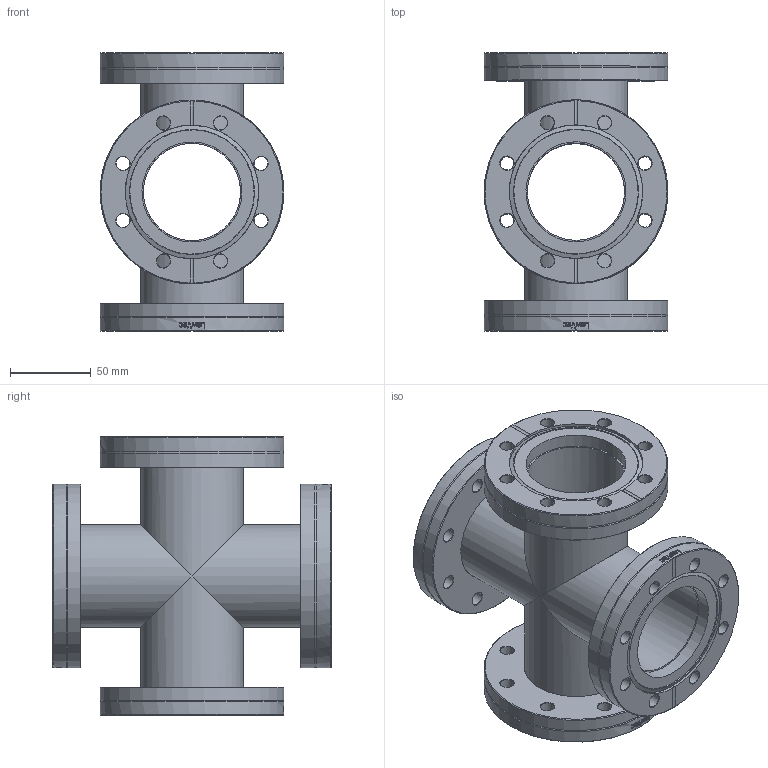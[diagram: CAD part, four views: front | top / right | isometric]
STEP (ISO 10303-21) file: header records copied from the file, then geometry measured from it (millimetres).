
FILE_DESCRIPTION(/* description */ (''),/* implementation_level */ '2;1');
FILE_NAME(/* name */ 'FL-4X63CF.stp',/* time_stamp */ '2018-02-28T12:01:09+00:00',/* author */ ('paul'),/* organization */ (''),/* preprocessor_version */ 'ST-DEVELOPER v17',/* originating_system */ 'Autodesk Inventor 2018',/* authorisation */ '');
FILE_SCHEMA (('AUTOMOTIVE_DESIGN { 1 0 10303 214 3 1 1 }'));
Length unit declared in the file: millimetre
Products named in the file (6): FL-4X63CF; FL-63CFR-64; FL-63CF-OUT; FL-63CF-IN63.5; FL-63CF-64; side tube
Assembly tree (10 placements, depth 3):
  FL-4X63CF
    FL-63CF-64  x2
    FL-63CFR-64  x2
      FL-63CF-OUT
      FL-63CF-IN63.5
    side tube  x4
Bounding box: 113.49 x 171.8 x 171.8 mm (x, y, z)
Volume: 535200.8 mm3; surface area: 218044.2 mm2
Topology: 10 solids, 10 shells, 566 faces, 1544 edges, 1030 vertices
Faces by surface type: bspline 212, plane 156, cylinder 104, cone 90, torus 4
Full cylindrical faces by diameter (mm): 8.4 x32, 60 x4, 61.8 x4, 63.5 x8, 70.5 x2, 82.3 x2, 82.5 x4, 113.5 x8
Entity records: 34077 total; most frequent: CARTESIAN_POINT 27383, ORIENTED_EDGE 1520, DIRECTION 1051, EDGE_CURVE 760, VERTEX_POINT 507, AXIS2_PLACEMENT_3D 389, EDGE_LOOP 335, B_SPLINE_CURVE_WITH_KNOTS 286
